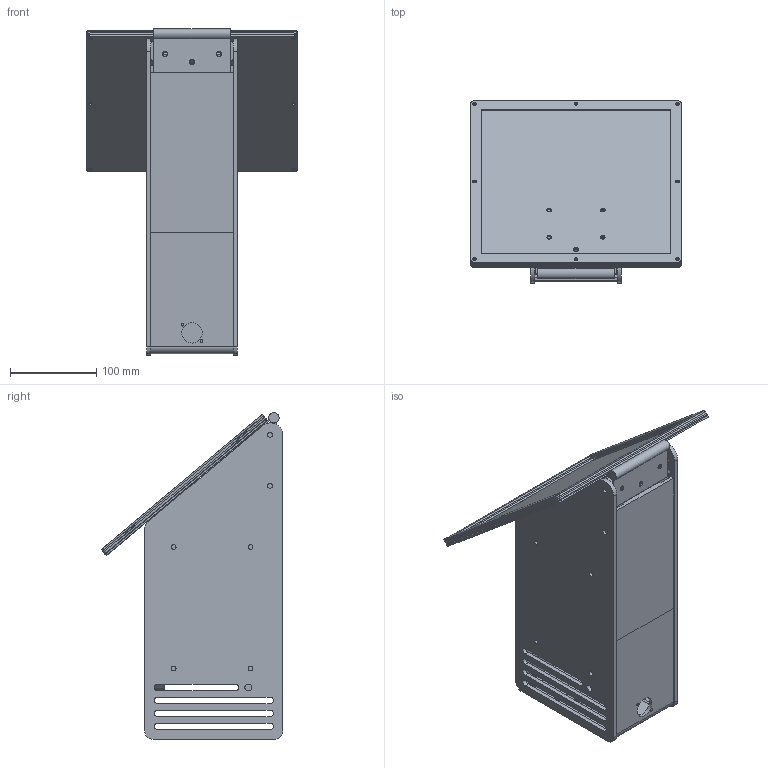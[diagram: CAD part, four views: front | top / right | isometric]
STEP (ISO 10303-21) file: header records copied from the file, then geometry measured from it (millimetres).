
FILE_DESCRIPTION(/* description */ (''),/* implementation_level */ '2;1');
FILE_NAME(/* name */ 'veneti mirror flipper.step',/* time_stamp */ '2022-08-13T07:39:05+02:00',/* author */ (''),/* organization */ (''),/* preprocessor_version */ 'ST-DEVELOPER v19',/* originating_system */ 'Autodesk Translation Framework v11.7.0.108',/* authorisation */ '');
FILE_SCHEMA (('AUTOMOTIVE_DESIGN { 1 0 10303 214 3 1 1 }'));
Length unit declared in the file: millimetre
Products named in the file (26): veneti mirror ligther version; frame; hinge; mirror side; device side; mirror; backing; piston mount; front cover; rod; spacer; piston mount(Mirror); distance; mirror cover; metal frame; hinge mount beam; center joint spacer; rear mount; side panel; PIN; mount; side panel(Mirror); rear spacer; cover; cover clamps; coverings
Assembly tree (26 placements, depth 4):
  veneti mirror ligther version
    frame
      hinge
        mirror side
        device side
      mirror
        backing
        distance  x2
        piston mount
        front cover
        rod
        spacer
        piston mount(Mirror)
      mirror cover
      metal frame
        hinge mount beam
        center joint spacer
        rear mount
        side panel
        PIN
        mount
        side panel(Mirror)
      rear spacer
      cover
      cover clamps
      coverings
Bounding box: 244 x 210.52 x 377.98 mm (x, y, z)
Volume: 1342715.4 mm3; surface area: 692050.6 mm2
Topology: 22 solids, 22 shells, 772 faces, 2047 edges, 1336 vertices
Faces by surface type: plane 422, cylinder 321, cone 26, bspline 3
Full cylindrical faces by diameter (mm): 3.2 x4, 4.2 x32, 5 x15, 5.2 x4, 5.5 x12, 6 x9, 6.2 x6, 7 x2, 8 x3, 10 x4, 10.4 x1, 22 x2, 23.5 x1, 60 x1, 65 x1
Entity records: 24689 total; most frequent: CARTESIAN_POINT 4627, DIRECTION 4173, ORIENTED_EDGE 3926, EDGE_CURVE 1963, AXIS2_PLACEMENT_3D 1430, LINE 1313, VECTOR 1313, VERTEX_POINT 1280
